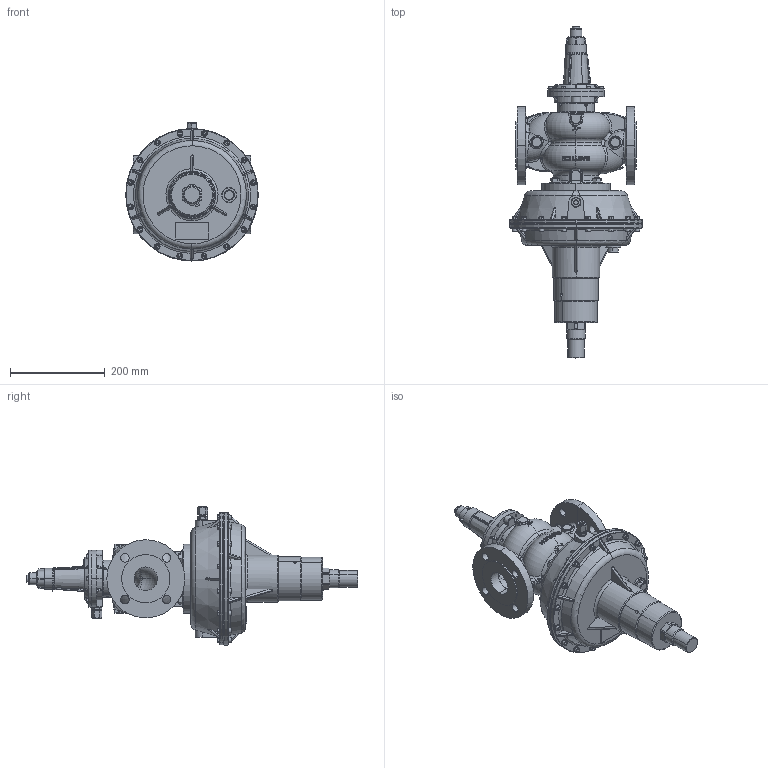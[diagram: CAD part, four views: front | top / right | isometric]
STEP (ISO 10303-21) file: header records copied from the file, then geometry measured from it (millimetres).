
FILE_DESCRIPTION (( 'STEP AP203' ), '1' );
FILE_NAME ('F50S BP.STEP', '2024-03-01T07:58:11', ( '' ), ( '' ), 'SwSTEP 2.0', 'SolidWorks 2024', '' );
FILE_SCHEMA (( 'CONFIG_CONTROL_DESIGN' ));
Products named in the file (1): F50S BP
Bounding box: 280.19 x 701.8 x 291.9 mm (x, y, z)
Surface area: 590777.1 mm2 (no closed solid volume)
Topology: 0 solids, 123 shells, 1556 faces, 5437 edges, 3827 vertices
Faces by surface type: plane 533, bspline 393, cylinder 319, cone 167, torus 130, sphere 14
Entity records: 92785 total; most frequent: CARTESIAN_POINT 51922, ORIENTED_EDGE 8377, DIRECTION 7095, EDGE_CURVE 5400, VERTEX_POINT 3821, AXIS2_PLACEMENT_3D 2810, B_SPLINE_CURVE_WITH_KNOTS 2194, EDGE_LOOP 1797
